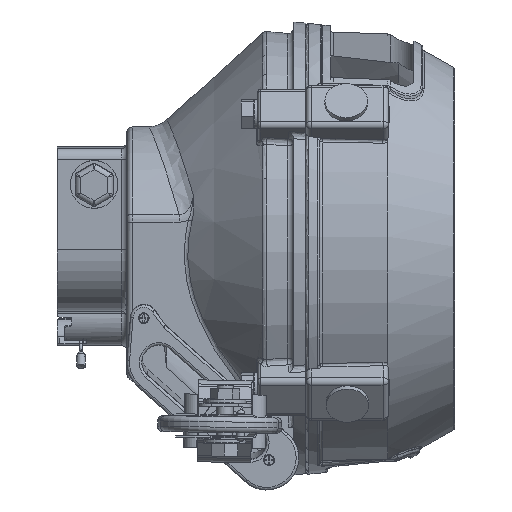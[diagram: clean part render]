
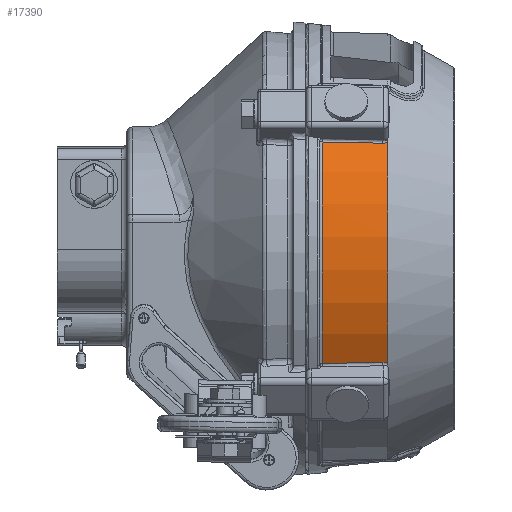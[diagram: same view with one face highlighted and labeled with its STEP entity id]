
A CAD part, front view. The second image highlights one B-rep face of the part: STEP entity #17390.
In plain terms, the highlighted conical face has half-angle 1.893 degrees and reference radius 104.58 mm.
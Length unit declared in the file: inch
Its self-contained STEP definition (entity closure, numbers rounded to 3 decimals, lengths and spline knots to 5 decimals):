
#1064=(
BOUNDED_CURVE()
B_SPLINE_CURVE(3,(#26995,#26996,#26997,#26998,#26999,#27000),
 .UNSPECIFIED.,.F.,.F.)
B_SPLINE_CURVE_WITH_KNOTS((4,1,1,4),(0.,0.33383,0.66717,
1.),.UNSPECIFIED.)
CURVE()
GEOMETRIC_REPRESENTATION_ITEM()
RATIONAL_B_SPLINE_CURVE((1.141,1.141,1.141,1.141,
1.141,1.141))
REPRESENTATION_ITEM('')
);
#1174=B_SPLINE_CURVE_WITH_KNOTS('',3,(#27282,#27283,#27284,#27285,#27286,
#27287),.UNSPECIFIED.,.F.,.F.,(4,1,1,4),(0.,0.33333,0.66667,
1.),.UNSPECIFIED.);
#1175=B_SPLINE_CURVE_WITH_KNOTS('',3,(#27290,#27291,#27292,#27293,#27294,
#27295,#27296),.UNSPECIFIED.,.F.,.F.,(4,1,1,1,4),(0.,0.25,0.5,0.75,1.),
 .UNSPECIFIED.);
#1176=B_SPLINE_CURVE_WITH_KNOTS('',3,(#27297,#27298,#27299,#27300,#27301,
#27302),.UNSPECIFIED.,.F.,.F.,(4,1,1,4),(0.,0.33333,0.66667,
1.),.UNSPECIFIED.);
#1805=CONICAL_SURFACE('',#18629,4.11733,1.893);
#2056=FACE_OUTER_BOUND('',#3204,.T.);
#3204=EDGE_LOOP('',(#11676,#11677,#11678,#11679,#11680,#11681));
#6141=CIRCLE('',#18612,4.13775);
#6152=CIRCLE('',#18630,4.097);
#7277=VERTEX_POINT('',#26992);
#7278=VERTEX_POINT('',#26994);
#7281=VERTEX_POINT('',#27104);
#7307=VERTEX_POINT('',#27280);
#7308=VERTEX_POINT('',#27281);
#7309=VERTEX_POINT('',#27288);
#8936=EDGE_CURVE('',#7278,#7277,#1064,.T.);
#8945=EDGE_CURVE('',#7277,#7281,#6141,.T.);
#8971=EDGE_CURVE('',#7307,#7308,#1174,.T.);
#8972=EDGE_CURVE('',#7308,#7309,#6152,.T.);
#8973=EDGE_CURVE('',#7309,#7278,#1175,.T.);
#8974=EDGE_CURVE('',#7281,#7307,#1176,.T.);
#11676=ORIENTED_EDGE('',*,*,#8971,.T.);
#11677=ORIENTED_EDGE('',*,*,#8972,.T.);
#11678=ORIENTED_EDGE('',*,*,#8973,.T.);
#11679=ORIENTED_EDGE('',*,*,#8936,.T.);
#11680=ORIENTED_EDGE('',*,*,#8945,.T.);
#11681=ORIENTED_EDGE('',*,*,#8974,.T.);
#17390=ADVANCED_FACE('',(#2056),#1805,.T.);
#18612=AXIS2_PLACEMENT_3D('',#27106,#20718,#20719);
#18629=AXIS2_PLACEMENT_3D('',#27279,#20752,#20753);
#18630=AXIS2_PLACEMENT_3D('',#27289,#20754,#20755);
#20718=DIRECTION('center_axis',(0.092,0.,0.996));
#20719=DIRECTION('ref_axis',(-0.785,0.616,0.073));
#20752=DIRECTION('center_axis',(-0.092,0.,-0.996));
#20753=DIRECTION('ref_axis',(0.996,0.,-0.092));
#20754=DIRECTION('center_axis',(-0.092,0.,-0.996));
#20755=DIRECTION('ref_axis',(-0.996,0.,0.092));
#26992=CARTESIAN_POINT('',(-3.96044,2.82082,-2.37825));
#26994=CARTESIAN_POINT('',(-3.82878,2.79376,-1.24716));
#26995=CARTESIAN_POINT('Ctrl Pts',(-3.82878,2.79376,-1.24716));
#26996=CARTESIAN_POINT('Ctrl Pts',(-3.84343,2.79677,-1.37302));
#26997=CARTESIAN_POINT('Ctrl Pts',(-3.87271,2.80279,-1.62456));
#26998=CARTESIAN_POINT('Ctrl Pts',(-3.9166,2.81181,-2.0016));
#26999=CARTESIAN_POINT('Ctrl Pts',(-3.94584,2.81781,-2.25276));
#27000=CARTESIAN_POINT('Ctrl Pts',(-3.96044,2.82082,-2.37825));
#27104=CARTESIAN_POINT('',(-4.52251,-1.30559,-2.32611));
#27106=CARTESIAN_POINT('Origin',(-0.71408,0.273,-2.67941));
#27279=CARTESIAN_POINT('Origin',(-0.65703,0.273,-2.06444));
#27280=CARTESIAN_POINT('',(-4.38456,-1.28675,-1.1956));
#27281=CARTESIAN_POINT('',(-4.36047,-1.31579,-1.10322));
#27282=CARTESIAN_POINT('Ctrl Pts',(-4.38456,-1.28675,
-1.1956));
#27283=CARTESIAN_POINT('Ctrl Pts',(-4.38314,-1.28656,-1.18397));
#27284=CARTESIAN_POINT('Ctrl Pts',(-4.37939,-1.28865,-1.16161));
#27285=CARTESIAN_POINT('Ctrl Pts',(-4.37122,-1.29858,-1.13028));
#27286=CARTESIAN_POINT('Ctrl Pts',(-4.36433,-1.30932,-1.11185));
#27287=CARTESIAN_POINT('Ctrl Pts',(-4.36047,-1.31579,-1.10322));
#27288=CARTESIAN_POINT('',(-3.79749,2.81758,-1.15545));
#27289=CARTESIAN_POINT('Origin',(-0.60022,0.273,-1.45205));
#27290=CARTESIAN_POINT('Ctrl Pts',(-3.79749,2.81758,-1.15545));
#27291=CARTESIAN_POINT('Ctrl Pts',(-3.80159,2.81352,-1.1618));
#27292=CARTESIAN_POINT('Ctrl Pts',(-3.80895,2.80654,-1.17514));
#27293=CARTESIAN_POINT('Ctrl Pts',(-3.81755,2.79926,-1.19613));
#27294=CARTESIAN_POINT('Ctrl Pts',(-3.82438,2.79458,-1.21938));
#27295=CARTESIAN_POINT('Ctrl Pts',(-3.82765,2.79353,-1.23751));
#27296=CARTESIAN_POINT('Ctrl Pts',(-3.82878,2.79376,-1.24716));
#27297=CARTESIAN_POINT('Ctrl Pts',(-4.52251,-1.30559,-2.32611));
#27298=CARTESIAN_POINT('Ctrl Pts',(-4.50722,-1.30351,-2.20078));
#27299=CARTESIAN_POINT('Ctrl Pts',(-4.47661,-1.29932,-1.94993));
#27300=CARTESIAN_POINT('Ctrl Pts',(-4.43062,-1.29304,-1.57309));
#27301=CARTESIAN_POINT('Ctrl Pts',(-4.39992,-1.28885,-1.32149));
#27302=CARTESIAN_POINT('Ctrl Pts',(-4.38456,-1.28675,-1.1956));
